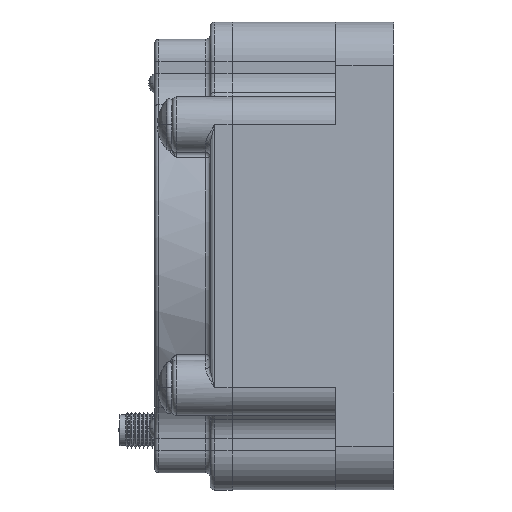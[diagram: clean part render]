
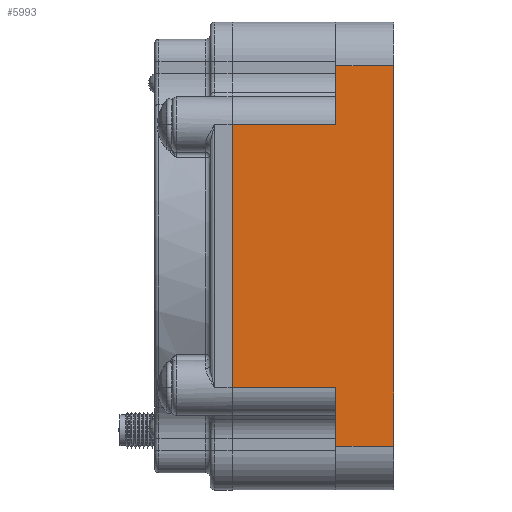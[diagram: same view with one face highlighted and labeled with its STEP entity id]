
A CAD part, left-side view. The second image highlights one B-rep face of the part: STEP entity #5993.
In plain terms, the highlighted planar face has unit normal (-1, 0, 0).
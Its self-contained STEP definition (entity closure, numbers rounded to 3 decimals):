
#1511=DIRECTION('',(0.,0.,1.));
#1512=VECTOR('',#1511,45.466);
#1513=CARTESIAN_POINT('',(-40.07,27.9,-22.733));
#1514=LINE('',#1513,#1512);
#1693=DIRECTION('',(0.,0.,1.));
#1694=VECTOR('',#1693,10.121);
#1695=CARTESIAN_POINT('',(-40.07,10.,22.733));
#1696=LINE('',#1695,#1694);
#1727=DIRECTION('',(0.,0.,1.));
#1728=VECTOR('',#1727,10.121);
#1729=CARTESIAN_POINT('',(-40.07,10.,-32.854));
#1730=LINE('',#1729,#1728);
#1844=DIRECTION('',(0.,1.,0.));
#1845=VECTOR('',#1844,17.9);
#1846=CARTESIAN_POINT('',(-40.07,10.,22.733));
#1847=LINE('',#1846,#1845);
#1848=DIRECTION('',(0.,1.,0.));
#1849=VECTOR('',#1848,17.9);
#1850=CARTESIAN_POINT('',(-40.07,10.,-22.733));
#1851=LINE('',#1850,#1849);
#1852=DIRECTION('',(0.,0.,-1.));
#1853=VECTOR('',#1852,65.709);
#1854=CARTESIAN_POINT('',(-40.07,0.,32.854));
#1855=LINE('',#1854,#1853);
#1856=DIRECTION('',(0.,1.,0.));
#1857=VECTOR('',#1856,10.);
#1858=CARTESIAN_POINT('',(-40.07,0.,-32.854));
#1859=LINE('',#1858,#1857);
#1975=DIRECTION('',(0.,1.,0.));
#1976=VECTOR('',#1975,10.);
#1977=CARTESIAN_POINT('',(-40.07,0.,32.854));
#1978=LINE('',#1977,#1976);
#3013=CARTESIAN_POINT('',(-40.07,0.,32.854));
#3015=VERTEX_POINT('',#3013);
#3026=CARTESIAN_POINT('',(-40.07,0.,-32.854));
#3028=VERTEX_POINT('',#3026);
#3029=CARTESIAN_POINT('',(-40.07,10.,32.854));
#3031=VERTEX_POINT('',#3029);
#3042=CARTESIAN_POINT('',(-40.07,10.,-32.854));
#3044=VERTEX_POINT('',#3042);
#3057=CARTESIAN_POINT('',(-40.07,10.,-22.733));
#3058=VERTEX_POINT('',#3057);
#3059=CARTESIAN_POINT('',(-40.07,10.,22.733));
#3060=VERTEX_POINT('',#3059);
#3194=CARTESIAN_POINT('',(-40.07,27.9,-22.733));
#3196=VERTEX_POINT('',#3194);
#3197=CARTESIAN_POINT('',(-40.07,27.9,22.733));
#3198=VERTEX_POINT('',#3197);
#5975=CARTESIAN_POINT('',(-40.07,0.,-32.854));
#5976=DIRECTION('',(-1.,0.,0.));
#5977=DIRECTION('',(0.,0.,1.));
#5978=AXIS2_PLACEMENT_3D('',#5975,#5976,#5977);
#5979=PLANE('',#5978);
#5980=ORIENTED_EDGE('',*,*,#5850,.T.);
#5982=ORIENTED_EDGE('',*,*,#5981,.T.);
#5983=ORIENTED_EDGE('',*,*,#5641,.T.);
#5984=ORIENTED_EDGE('',*,*,#5968,.F.);
#5985=ORIENTED_EDGE('',*,*,#5747,.T.);
#5987=ORIENTED_EDGE('',*,*,#5986,.F.);
#5988=ORIENTED_EDGE('',*,*,#3725,.T.);
#5990=ORIENTED_EDGE('',*,*,#5989,.T.);
#5991=EDGE_LOOP('',(#5980,#5982,#5983,#5984,#5985,#5987,#5988,#5990));
#5992=FACE_OUTER_BOUND('',#5991,.F.);
#5993=ADVANCED_FACE('',(#5992),#5979,.T.);
#3725=EDGE_CURVE('',#3015,#3028,#1855,.T.);
#5641=EDGE_CURVE('',#3196,#3198,#1514,.T.);
#5747=EDGE_CURVE('',#3060,#3031,#1696,.T.);
#5850=EDGE_CURVE('',#3044,#3058,#1730,.T.);
#5968=EDGE_CURVE('',#3060,#3198,#1847,.T.);
#5981=EDGE_CURVE('',#3058,#3196,#1851,.T.);
#5986=EDGE_CURVE('',#3015,#3031,#1978,.T.);
#5989=EDGE_CURVE('',#3028,#3044,#1859,.T.);
